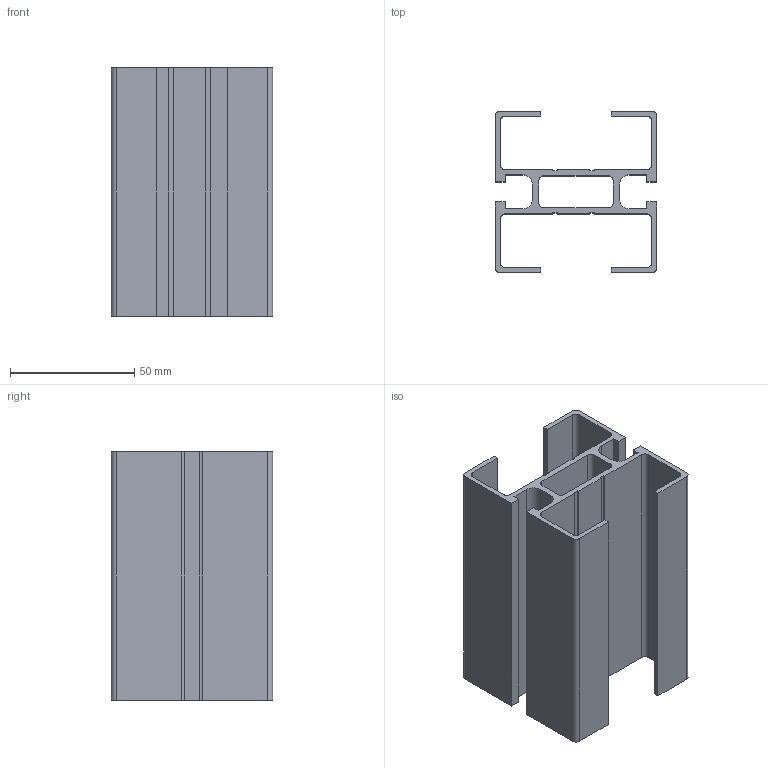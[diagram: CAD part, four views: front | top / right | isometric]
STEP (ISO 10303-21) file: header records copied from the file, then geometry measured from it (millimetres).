
FILE_DESCRIPTION(/* description */ ('Profil 106565'),/* implementation_level */ '2;1');
FILE_NAME(/* name */ '106565.stp',/* time_stamp */ '2020-01-06T14:46:56+01:00',/* author */ ('Spacek'),/* organization */ ('Alutec K&K'),/* preprocessor_version */ 'ST-DEVELOPER v17',/* originating_system */ 'Autodesk Inventor 2018',/* authorisation */ '');
FILE_SCHEMA (('AUTOMOTIVE_DESIGN { 1 0 10303 214 3 1 1 }'));
Length unit declared in the file: millimetre
Products named in the file (1): 106565
Bounding box: 65 x 65 x 100 mm (x, y, z)
Volume: 74220.2 mm3; surface area: 65104.2 mm2
Topology: 1 solids, 1 shells, 78 faces, 228 edges, 152 vertices
Faces by surface type: plane 58, cylinder 20
Entity records: 2615 total; most frequent: CARTESIAN_POINT 459, ORIENTED_EDGE 456, DIRECTION 426, EDGE_CURVE 228, LINE 188, VECTOR 188, VERTEX_POINT 152, AXIS2_PLACEMENT_3D 119
